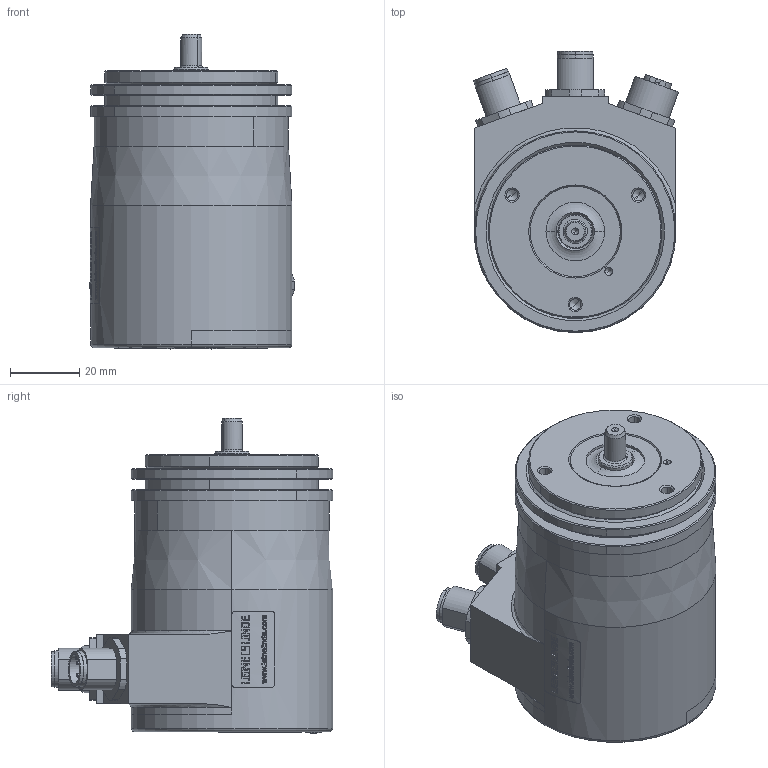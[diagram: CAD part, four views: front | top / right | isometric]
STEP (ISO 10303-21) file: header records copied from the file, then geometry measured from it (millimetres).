
FILE_DESCRIPTION((''),'2;1');
FILE_NAME('549844','2011-01-13T',('se2802'),(''),'PRO/ENGINEER BY PARAMETRIC TECHNOLOGY CORPORATION, 2010180','PRO/ENGINEER BY PARAMETRIC TECHNOLOGY CORPORATION, 2010180','');
FILE_SCHEMA(('CONFIG_CONTROL_DESIGN'));
Length unit declared in the file: millimetre
Products named in the file (1): 549844
Bounding box: 59 x 81 x 90.73 mm (x, y, z)
Volume: 106857.3 mm3; surface area: 64079.4 mm2
Topology: 2 solids, 3 shells, 3450 faces, 9380 edges, 6148 vertices
Faces by surface type: plane 2366, cylinder 557, extrusion 320, cone 120, torus 63, sphere 11, bspline 11, revolution 2
Entity records: 120582 total; most frequent: CARTESIAN_POINT 33681, ORIENTED_EDGE 18668, DIRECTION 16627, EDGE_CURVE 9334, VECTOR 7055, LINE 6735, VERTEX_POINT 6148, AXIS2_PLACEMENT_3D 4785
